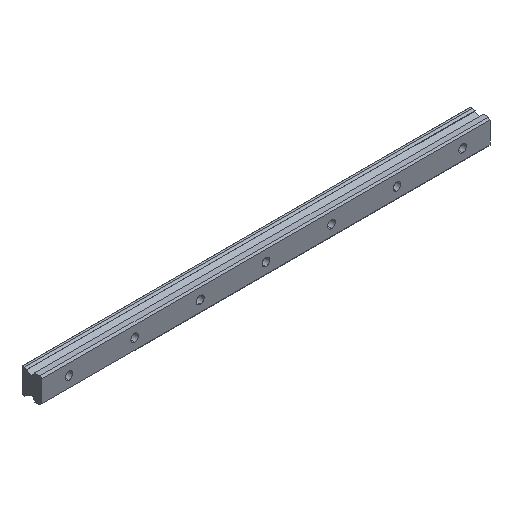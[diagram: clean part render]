
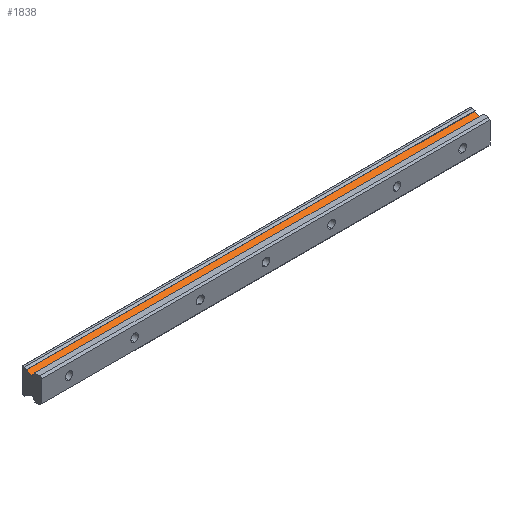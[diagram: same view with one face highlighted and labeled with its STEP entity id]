
A CAD part, isometric view. The second image highlights one B-rep face of the part: STEP entity #1838.
In plain terms, the highlighted planar face has unit normal (0, -0.499, 0.867).
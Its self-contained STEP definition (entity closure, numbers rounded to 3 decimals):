
#109 = DIRECTION ( 'NONE',  ( 1., 0., 0. ) ) ;
#162 = PLANE ( 'NONE',  #1226 ) ;
#171 = LINE ( 'NONE', #778, #868 ) ;
#249 = CARTESIAN_POINT ( 'NONE',  ( -25., 13.68, 10.315 ) ) ;
#380 = VECTOR ( 'NONE', #850, 1000. ) ;
#423 = VERTEX_POINT ( 'NONE', #1662 ) ;
#569 = ORIENTED_EDGE ( 'NONE', *, *, #893, .F. ) ;
#603 = VERTEX_POINT ( 'NONE', #1417 ) ;
#611 = EDGE_LOOP ( 'NONE', ( #644, #569, #924, #1429 ) ) ;
#644 = ORIENTED_EDGE ( 'NONE', *, *, #1889, .F. ) ;
#757 = VERTEX_POINT ( 'NONE', #1445 ) ;
#767 = DIRECTION ( 'NONE',  ( 0., 0.866, 0.499 ) ) ;
#778 = CARTESIAN_POINT ( 'NONE',  ( 385., 9.514, 7.915 ) ) ;
#817 = EDGE_CURVE ( 'NONE', #1115, #757, #1617, .T. ) ;
#850 = DIRECTION ( 'NONE',  ( 0., -0.866, -0.499 ) ) ;
#868 = VECTOR ( 'NONE', #1389, 1000. ) ;
#883 = LINE ( 'NONE', #1184, #914 ) ;
#893 = EDGE_CURVE ( 'NONE', #603, #423, #883, .T. ) ;
#914 = VECTOR ( 'NONE', #1958, 1000. ) ;
#924 = ORIENTED_EDGE ( 'NONE', *, *, #980, .F. ) ;
#980 = EDGE_CURVE ( 'NONE', #1115, #603, #1967, .T. ) ;
#1047 = CARTESIAN_POINT ( 'NONE',  ( 385., 13.68, 10.315 ) ) ;
#1074 = VECTOR ( 'NONE', #109, 1000. ) ;
#1115 = VERTEX_POINT ( 'NONE', #1295 ) ;
#1184 = CARTESIAN_POINT ( 'NONE',  ( 385., 13.68, 10.315 ) ) ;
#1226 = AXIS2_PLACEMENT_3D ( 'NONE', #1047, #1975, #767 ) ;
#1295 = CARTESIAN_POINT ( 'NONE',  ( -25., 13.68, 10.315 ) ) ;
#1389 = DIRECTION ( 'NONE',  ( -1., 0., 0. ) ) ;
#1417 = CARTESIAN_POINT ( 'NONE',  ( 385., 13.68, 10.315 ) ) ;
#1429 = ORIENTED_EDGE ( 'NONE', *, *, #817, .T. ) ;
#1445 = CARTESIAN_POINT ( 'NONE',  ( -25., 9.514, 7.915 ) ) ;
#1505 = FACE_OUTER_BOUND ( 'NONE', #611, .T. ) ;
#1617 = LINE ( 'NONE', #249, #380 ) ;
#1662 = CARTESIAN_POINT ( 'NONE',  ( 385., 9.514, 7.915 ) ) ;
#1805 = CARTESIAN_POINT ( 'NONE',  ( 385., 13.68, 10.315 ) ) ;
#1838 = ADVANCED_FACE ( 'NONE', ( #1505 ), #162, .F. ) ;
#1889 = EDGE_CURVE ( 'NONE', #423, #757, #171, .T. ) ;
#1958 = DIRECTION ( 'NONE',  ( 0., -0.866, -0.499 ) ) ;
#1967 = LINE ( 'NONE', #1805, #1074 ) ;
#1975 = DIRECTION ( 'NONE',  ( 0., 0.499, -0.866 ) ) ;
